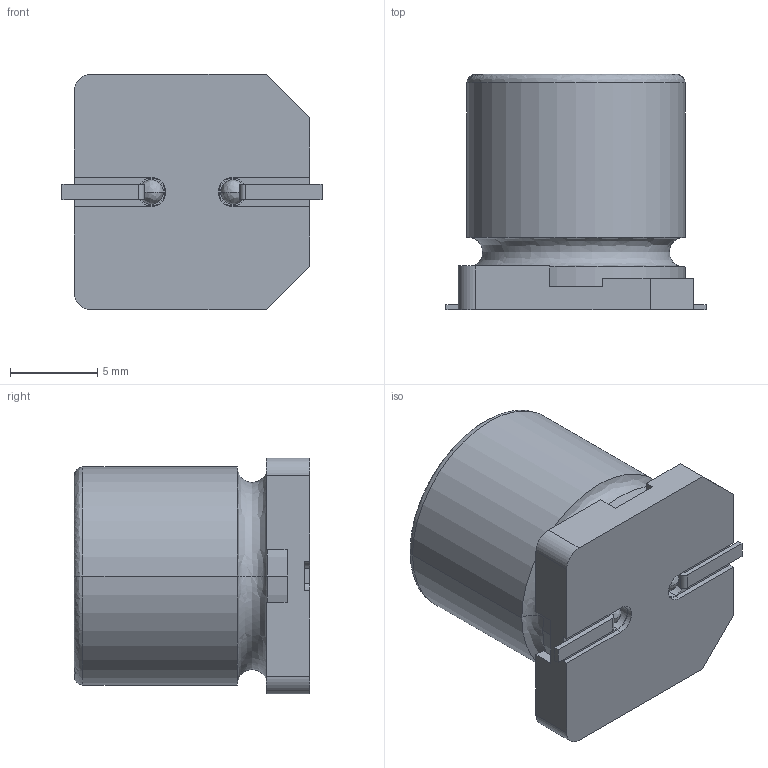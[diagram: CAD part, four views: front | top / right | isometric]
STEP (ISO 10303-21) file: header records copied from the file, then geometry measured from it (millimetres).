
FILE_DESCRIPTION (( 'STEP AP214' ), '1' );
FILE_NAME ('capacitor_SMD_12.5x13.5__panasonic_H13.STEP', '2019-06-16T22:14:18', ( '' ), ( '' ), 'SwSTEP 2.0', 'SolidWorks 2018', '' );
FILE_SCHEMA (( 'AUTOMOTIVE_DESIGN' ));
Length unit declared in the file: millimetre
Products named in the file (1): capacitor_SMD_12.5x13.5__panasonic_H13
Bounding box: 14.9 x 13.5 x 13.5 mm (x, y, z)
Volume: 1713.7 mm3; surface area: 1271 mm2
Topology: 4 solids, 4 shells, 83 faces, 214 edges, 136 vertices
Faces by surface type: plane 53, cylinder 22, bspline 8
Entity records: 3588 total; most frequent: CARTESIAN_POINT 592, ORIENTED_EDGE 420, DIRECTION 418, EDGE_CURVE 210, VECTOR 142, LINE 142, AXIS2_PLACEMENT_3D 138, VERTEX_POINT 136
